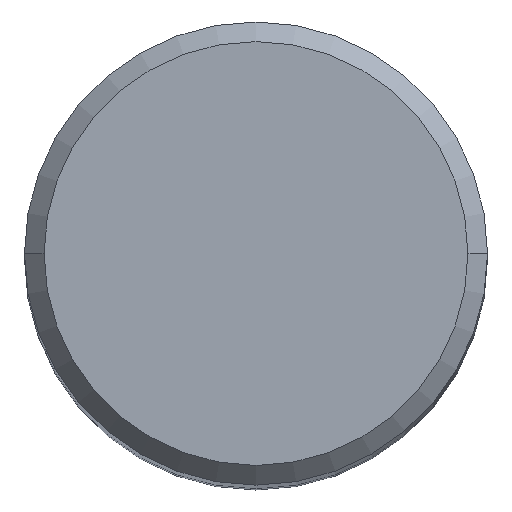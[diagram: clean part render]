
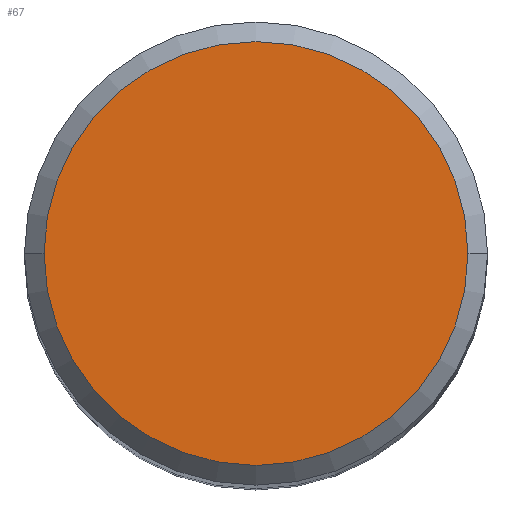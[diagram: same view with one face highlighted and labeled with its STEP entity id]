
A CAD part, top view. The second image highlights one B-rep face of the part: STEP entity #67.
In plain terms, the highlighted planar face has unit normal (0, 0, 1).
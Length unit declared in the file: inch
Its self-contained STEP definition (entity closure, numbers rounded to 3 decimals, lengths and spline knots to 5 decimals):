
#14 = CARTESIAN_POINT ( 'NONE',  ( 0., 0.2162, 0. ) ) ;
#37 = FACE_OUTER_BOUND ( 'NONE', #378, .T. ) ;
#49 = DIRECTION ( 'NONE',  ( 1., 0., 0. ) ) ;
#59 = EDGE_CURVE ( 'NONE', #342, #313, #189, .T. ) ;
#67 = ADVANCED_FACE ( 'NONE', ( #37 ), #171, .F. ) ;
#73 = DIRECTION ( 'NONE',  ( -1., 0., 0. ) ) ;
#87 = CARTESIAN_POINT ( 'NONE',  ( 0., 0., 0. ) ) ;
#171 = PLANE ( 'NONE',  #256 ) ;
#189 = CIRCLE ( 'NONE', #360, 0.2162 ) ;
#221 = DIRECTION ( 'NONE',  ( 0., 0., 1. ) ) ;
#226 = EDGE_CURVE ( 'NONE', #313, #342, #291, .T. ) ;
#238 = DIRECTION ( 'NONE',  ( 0., 0., 1. ) ) ;
#242 = ORIENTED_EDGE ( 'NONE', *, *, #226, .T. ) ;
#256 = AXIS2_PLACEMENT_3D ( 'NONE', #14, #402, #73 ) ;
#271 = CARTESIAN_POINT ( 'NONE',  ( -0.2162, 0., 0. ) ) ;
#287 = AXIS2_PLACEMENT_3D ( 'NONE', #295, #238, #49 ) ;
#291 = CIRCLE ( 'NONE', #287, 0.2162 ) ;
#295 = CARTESIAN_POINT ( 'NONE',  ( 0., 0., 0. ) ) ;
#313 = VERTEX_POINT ( 'NONE', #365 ) ;
#327 = DIRECTION ( 'NONE',  ( 1., 0., 0. ) ) ;
#329 = ORIENTED_EDGE ( 'NONE', *, *, #59, .T. ) ;
#342 = VERTEX_POINT ( 'NONE', #271 ) ;
#360 = AXIS2_PLACEMENT_3D ( 'NONE', #87, #221, #327 ) ;
#365 = CARTESIAN_POINT ( 'NONE',  ( 0.2162, 0., 0. ) ) ;
#378 = EDGE_LOOP ( 'NONE', ( #329, #242 ) ) ;
#402 = DIRECTION ( 'NONE',  ( 0., 0., -1. ) ) ;
